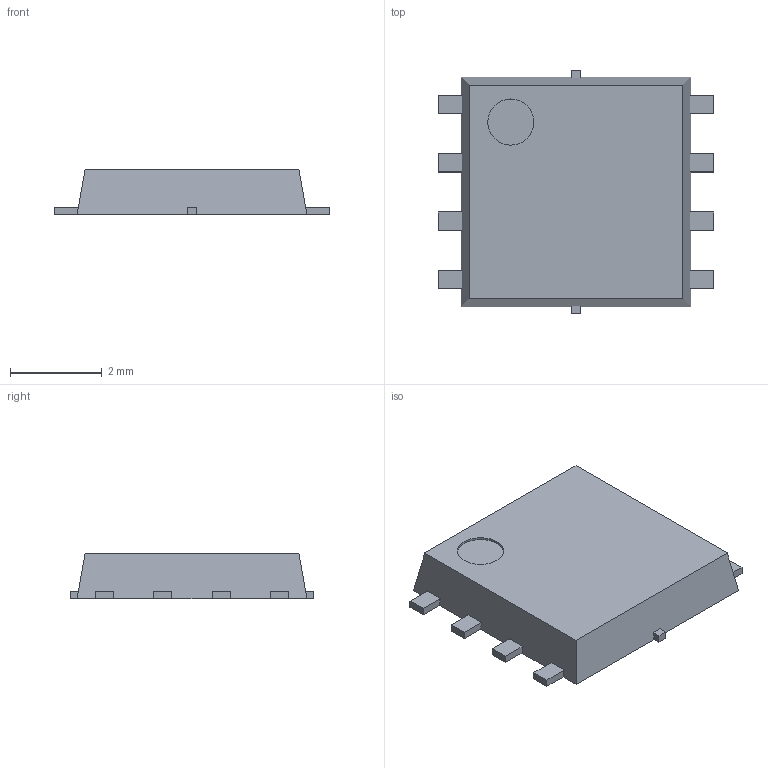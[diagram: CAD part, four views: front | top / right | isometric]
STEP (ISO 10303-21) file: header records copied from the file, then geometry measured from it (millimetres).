
FILE_DESCRIPTION(('FreeCAD Model'),'2;1');
FILE_NAME('Open CASCADE Shape Model','2022-09-23T19:33:32',( 'kicad StepUp'),('ksu MCAD'),'Open CASCADE STEP processor 7.5', 'FreeCAD','Unknown');
FILE_SCHEMA(('AUTOMOTIVE_DESIGN { 1 0 10303 214 1 1 1 1 }'));
Length unit declared in the file: millimetre
Products named in the file (1): TPH5900CNH_L1Q006_cp
Bounding box: 6 x 5.3 x 1 mm (x, y, z)
Volume: 23.5 mm3; surface area: 108.7 mm2
Topology: 6 solids, 6 shells, 115 faces, 306 edges, 204 vertices
Faces by surface type: plane 113, cylinder 2
Entity records: 4368 total; most frequent: CARTESIAN_POINT 626, ORIENTED_EDGE 612, DIRECTION 542, EDGE_CURVE 306, LINE 302, VECTOR 302, VERTEX_POINT 204, PRESENTATION_STYLE_ASSIGNMENT 121
